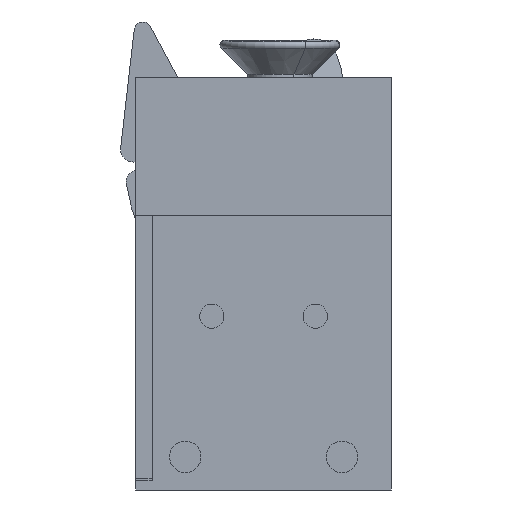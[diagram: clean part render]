
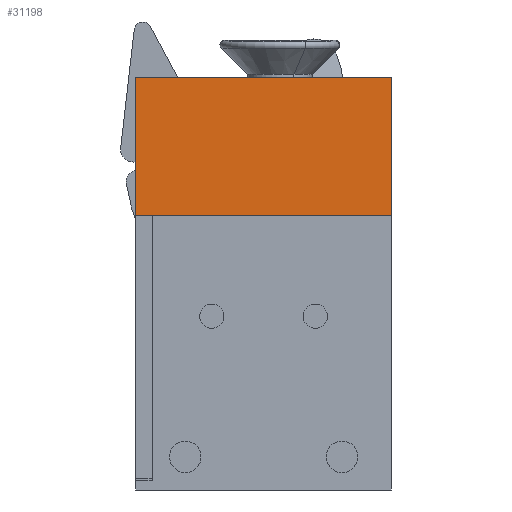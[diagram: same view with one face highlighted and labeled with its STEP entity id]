
A CAD part, front view. The second image highlights one B-rep face of the part: STEP entity #31198.
In plain terms, the highlighted face is planar.
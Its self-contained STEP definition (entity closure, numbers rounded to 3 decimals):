
#4816 = AXIS2_PLACEMENT_3D ( 'NONE', #20791, #18922, #27633 ) ;
#4881 = CARTESIAN_POINT ( 'NONE',  ( 0., 15.8, 17. ) ) ;
#5710 = VECTOR ( 'NONE', #32470, 1000. ) ;
#6839 = CARTESIAN_POINT ( 'NONE',  ( 0., 0., 17. ) ) ;
#8766 = ORIENTED_EDGE ( 'NONE', *, *, #12340, .T. ) ;
#9340 = VECTOR ( 'NONE', #26631, 1000. ) ;
#10533 = ORIENTED_EDGE ( 'NONE', *, *, #17211, .F. ) ;
#10753 = ORIENTED_EDGE ( 'NONE', *, *, #17281, .T. ) ;
#10874 = CARTESIAN_POINT ( 'NONE',  ( 0., 15.8, 17. ) ) ;
#11976 = CARTESIAN_POINT ( 'NONE',  ( 0., 15.8, 25.5 ) ) ;
#12340 = EDGE_CURVE ( 'NONE', #17308, #20324, #29027, .T. ) ;
#12425 = EDGE_LOOP ( 'NONE', ( #10753, #14880, #10533, #8766 ) ) ;
#14826 = FACE_OUTER_BOUND ( 'NONE', #12425, .T. ) ;
#14856 = EDGE_CURVE ( 'NONE', #33982, #16171, #23859, .T. ) ;
#14880 = ORIENTED_EDGE ( 'NONE', *, *, #14856, .F. ) ;
#15810 = VECTOR ( 'NONE', #19102, 1000. ) ;
#16003 = DIRECTION ( 'NONE',  ( 0., -1., 0. ) ) ;
#16171 = VERTEX_POINT ( 'NONE', #28201 ) ;
#17211 = EDGE_CURVE ( 'NONE', #17308, #33982, #20369, .T. ) ;
#17281 = EDGE_CURVE ( 'NONE', #20324, #16171, #36379, .T. ) ;
#17308 = VERTEX_POINT ( 'NONE', #29867 ) ;
#18496 = CARTESIAN_POINT ( 'NONE',  ( 0., 15.8, 25.5 ) ) ;
#18922 = DIRECTION ( 'NONE',  ( 1., 0., 0. ) ) ;
#19102 = DIRECTION ( 'NONE',  ( 0., 0., 1. ) ) ;
#20324 = VERTEX_POINT ( 'NONE', #29524 ) ;
#20369 = LINE ( 'NONE', #10874, #5710 ) ;
#20791 = CARTESIAN_POINT ( 'NONE',  ( 0., 15.8, 17. ) ) ;
#22082 = PLANE ( 'NONE',  #4816 ) ;
#23859 = LINE ( 'NONE', #11976, #9340 ) ;
#26631 = DIRECTION ( 'NONE',  ( 0., -1., 0. ) ) ;
#27633 = DIRECTION ( 'NONE',  ( 0., 0., -1. ) ) ;
#28201 = CARTESIAN_POINT ( 'NONE',  ( 0., 0., 25.5 ) ) ;
#29027 = LINE ( 'NONE', #4881, #38634 ) ;
#29524 = CARTESIAN_POINT ( 'NONE',  ( 0., 0., 17. ) ) ;
#29867 = CARTESIAN_POINT ( 'NONE',  ( 0., 15.8, 17. ) ) ;
#31198 = ADVANCED_FACE ( 'NONE', ( #14826 ), #22082, .F. ) ;
#32470 = DIRECTION ( 'NONE',  ( 0., 0., 1. ) ) ;
#33982 = VERTEX_POINT ( 'NONE', #18496 ) ;
#36379 = LINE ( 'NONE', #6839, #15810 ) ;
#38634 = VECTOR ( 'NONE', #16003, 1000. ) ;
